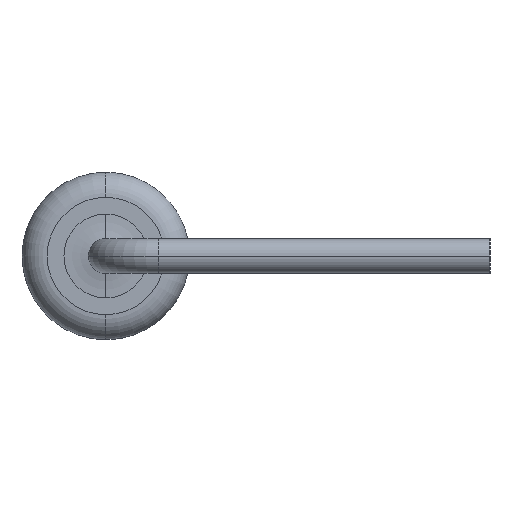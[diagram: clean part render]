
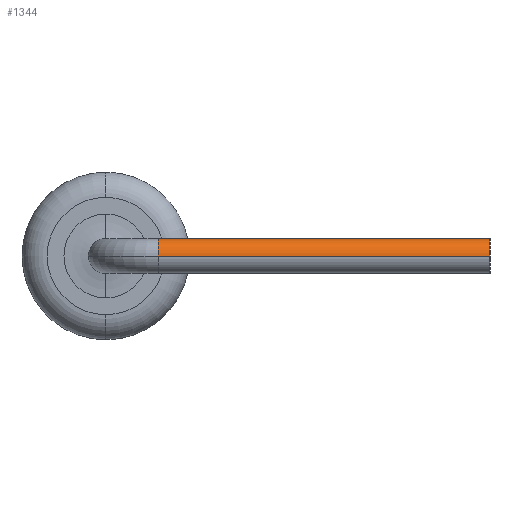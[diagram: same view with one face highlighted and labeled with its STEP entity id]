
A CAD part, left-side view. The second image highlights one B-rep face of the part: STEP entity #1344.
In plain terms, the highlighted cylindrical face has radius 0.25 mm (diameter 0.5 mm), a partial arc.
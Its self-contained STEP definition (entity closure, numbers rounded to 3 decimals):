
#7 = VERTEX_POINT ( 'NONE', #626 ) ;
#96 = EDGE_CURVE ( 'NONE', #1390, #1611, #303, .T. ) ;
#108 = ORIENTED_EDGE ( 'NONE', *, *, #1603, .T. ) ;
#157 = DIRECTION ( 'NONE',  ( 0., -1., 0. ) ) ;
#193 = CARTESIAN_POINT ( 'NONE',  ( -6.1, -0.75, 0. ) ) ;
#303 = LINE ( 'NONE', #1200, #1041 ) ;
#401 = LINE ( 'NONE', #193, #1630 ) ;
#426 = FACE_OUTER_BOUND ( 'NONE', #2092, .T. ) ;
#551 = CARTESIAN_POINT ( 'NONE',  ( -6.6, -0.75, 0. ) ) ;
#613 = VERTEX_POINT ( 'NONE', #1876 ) ;
#617 = DIRECTION ( 'NONE',  ( 1., 0., 0. ) ) ;
#626 = CARTESIAN_POINT ( 'NONE',  ( -6.1, -5.5, 0. ) ) ;
#704 = ORIENTED_EDGE ( 'NONE', *, *, #1448, .F. ) ;
#831 = DIRECTION ( 'NONE',  ( 0., -1., 0. ) ) ;
#867 = DIRECTION ( 'NONE',  ( 1., 0., 0. ) ) ;
#904 = AXIS2_PLACEMENT_3D ( 'NONE', #1003, #2041, #1708 ) ;
#1003 = CARTESIAN_POINT ( 'NONE',  ( -6.35, -0.75, 0. ) ) ;
#1041 = VECTOR ( 'NONE', #831, 1000. ) ;
#1129 = ORIENTED_EDGE ( 'NONE', *, *, #1289, .F. ) ;
#1140 = ORIENTED_EDGE ( 'NONE', *, *, #96, .T. ) ;
#1200 = CARTESIAN_POINT ( 'NONE',  ( -6.6, -0.75, 0. ) ) ;
#1289 = EDGE_CURVE ( 'NONE', #7, #1611, #1962, .T. ) ;
#1344 = ADVANCED_FACE ( 'NONE', ( #426 ), #1634, .T. ) ;
#1390 = VERTEX_POINT ( 'NONE', #551 ) ;
#1435 = CIRCLE ( 'NONE', #1776, 0.25 ) ;
#1448 = EDGE_CURVE ( 'NONE', #613, #7, #401, .T. ) ;
#1459 = DIRECTION ( 'NONE',  ( 0., -1., 0. ) ) ;
#1516 = CARTESIAN_POINT ( 'NONE',  ( -6.6, -5.5, 0. ) ) ;
#1563 = DIRECTION ( 'NONE',  ( 0., -1., 0. ) ) ;
#1603 = EDGE_CURVE ( 'NONE', #613, #1390, #1435, .T. ) ;
#1611 = VERTEX_POINT ( 'NONE', #1516 ) ;
#1630 = VECTOR ( 'NONE', #1563, 1000. ) ;
#1634 = CYLINDRICAL_SURFACE ( 'NONE', #904, 0.25 ) ;
#1708 = DIRECTION ( 'NONE',  ( 1., 0., 0. ) ) ;
#1776 = AXIS2_PLACEMENT_3D ( 'NONE', #2198, #157, #867 ) ;
#1876 = CARTESIAN_POINT ( 'NONE',  ( -6.1, -0.75, 0. ) ) ;
#1962 = CIRCLE ( 'NONE', #2204, 0.25 ) ;
#2041 = DIRECTION ( 'NONE',  ( 0., -1., 0. ) ) ;
#2092 = EDGE_LOOP ( 'NONE', ( #108, #1140, #1129, #704 ) ) ;
#2176 = CARTESIAN_POINT ( 'NONE',  ( -6.35, -5.5, 0. ) ) ;
#2198 = CARTESIAN_POINT ( 'NONE',  ( -6.35, -0.75, 0. ) ) ;
#2204 = AXIS2_PLACEMENT_3D ( 'NONE', #2176, #1459, #617 ) ;
